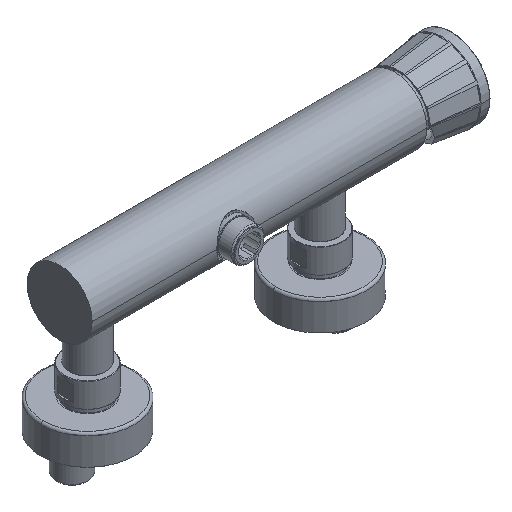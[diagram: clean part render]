
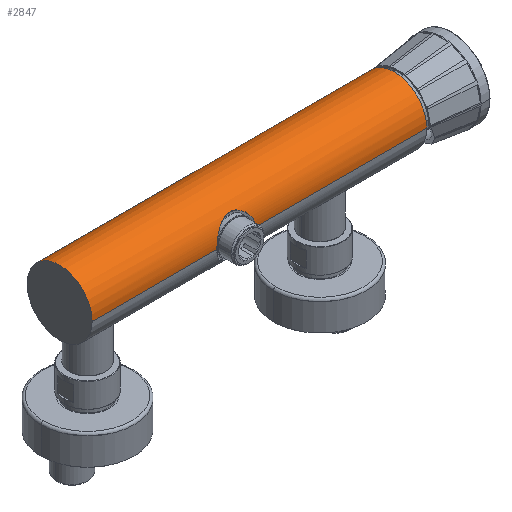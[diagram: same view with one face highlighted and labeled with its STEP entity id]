
A CAD part, isometric view. The second image highlights one B-rep face of the part: STEP entity #2847.
In plain terms, the highlighted cylindrical face has radius 21 mm (diameter 42 mm), a partial arc.
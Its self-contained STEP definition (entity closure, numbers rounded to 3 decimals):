
#248=DIRECTION('',(-1.,0.,0.));
#249=VECTOR('',#248,110.5);
#250=CARTESIAN_POINT('',(216.,-21.,0.));
#251=LINE('',#250,#249);
#263=DIRECTION('',(-1.,0.,0.));
#264=VECTOR('',#263,216.);
#265=CARTESIAN_POINT('',(216.,21.,0.));
#266=LINE('',#265,#264);
#270=DIRECTION('',(-1.,0.,0.));
#271=VECTOR('',#270,80.5);
#272=CARTESIAN_POINT('',(80.5,-21.,0.));
#273=LINE('',#272,#271);
#954=CARTESIAN_POINT('',(93.,-16.875,12.5));
#955=CARTESIAN_POINT('',(93.702,-16.875,12.5));
#956=CARTESIAN_POINT('',(95.102,-16.959,12.387));
#957=CARTESIAN_POINT('',(97.295,-17.372,11.81));
#958=CARTESIAN_POINT('',(99.26,-17.971,10.89));
#959=CARTESIAN_POINT('',(100.973,-18.646,9.694));
#960=CARTESIAN_POINT('',(102.365,-19.287,8.363));
#961=CARTESIAN_POINT('',(103.701,-19.973,6.593));
#962=CARTESIAN_POINT('',(104.721,-20.542,4.549));
#963=CARTESIAN_POINT('',(105.368,-20.921,2.259));
#964=CARTESIAN_POINT('',(105.5,-21.,0.756));
#965=CARTESIAN_POINT('',(105.5,-21.,0.));
#970=CARTESIAN_POINT('',(80.5,-21.,0.));
#971=CARTESIAN_POINT('',(80.5,-21.,0.754));
#972=CARTESIAN_POINT('',(80.631,-20.921,2.257));
#973=CARTESIAN_POINT('',(81.281,-20.541,4.554));
#974=CARTESIAN_POINT('',(82.301,-19.972,6.596));
#975=CARTESIAN_POINT('',(83.637,-19.286,8.365));
#976=CARTESIAN_POINT('',(85.025,-18.647,9.692));
#977=CARTESIAN_POINT('',(86.741,-17.97,10.891));
#978=CARTESIAN_POINT('',(88.708,-17.372,11.811));
#979=CARTESIAN_POINT('',(90.893,-16.96,12.386));
#980=CARTESIAN_POINT('',(92.296,-16.875,12.5));
#981=CARTESIAN_POINT('',(93.,-16.875,12.5));
#986=CARTESIAN_POINT('',(216.,0.,0.));
#987=DIRECTION('',(1.,0.,0.));
#988=DIRECTION('',(0.,1.,0.));
#989=AXIS2_PLACEMENT_3D('',#986,#987,#988);
#1447=CARTESIAN_POINT('',(0.,0.,0.));
#1448=DIRECTION('',(1.,0.,0.));
#1449=DIRECTION('',(0.,1.,0.));
#1450=AXIS2_PLACEMENT_3D('',#1447,#1448,#1449);
#1626=CARTESIAN_POINT('',(216.,21.,0.));
#1627=CARTESIAN_POINT('',(0.,21.,0.));
#1628=VERTEX_POINT('',#1626);
#1629=VERTEX_POINT('',#1627);
#1630=CARTESIAN_POINT('',(216.,-21.,0.));
#1631=VERTEX_POINT('',#1630);
#1632=CARTESIAN_POINT('',(0.,-21.,0.));
#1633=VERTEX_POINT('',#1632);
#1704=VERTEX_POINT('',#954);
#1705=VERTEX_POINT('',#965);
#1706=VERTEX_POINT('',#970);
#2831=CARTESIAN_POINT('',(-10.8,0.,0.));
#2832=DIRECTION('',(1.,0.,0.));
#2833=DIRECTION('',(0.,-1.,0.));
#2834=AXIS2_PLACEMENT_3D('',#2831,#2832,#2833);
#2835=CYLINDRICAL_SURFACE('',#2834,21.);
#2836=ORIENTED_EDGE('',*,*,#2812,.F.);
#2838=ORIENTED_EDGE('',*,*,#2837,.F.);
#2839=ORIENTED_EDGE('',*,*,#1960,.T.);
#2841=ORIENTED_EDGE('',*,*,#2840,.F.);
#2842=ORIENTED_EDGE('',*,*,#1956,.F.);
#2843=ORIENTED_EDGE('',*,*,#1929,.T.);
#2844=ORIENTED_EDGE('',*,*,#1953,.T.);
#2845=EDGE_LOOP('',(#2836,#2838,#2839,#2841,#2842,#2843,#2844));
#2846=FACE_OUTER_BOUND('',#2845,.F.);
#2847=ADVANCED_FACE('',(#2846),#2835,.T.);
#966=B_SPLINE_CURVE_WITH_KNOTS('',3,(#954,#955,#956,#957,#958,#959,#960,#961,
#962,#963,#964,#965),.UNSPECIFIED.,.F.,.F.,(4,1,1,1,1,1,1,1,1,4),(0.,
0.111,0.222,0.333,0.444,
0.556,0.667,0.778,0.889,1.),
.UNSPECIFIED.);
#982=B_SPLINE_CURVE_WITH_KNOTS('',3,(#970,#971,#972,#973,#974,#975,#976,#977,
#978,#979,#980,#981),.UNSPECIFIED.,.F.,.F.,(4,1,1,1,1,1,1,1,1,4),(0.,
0.111,0.222,0.333,0.444,
0.556,0.667,0.778,0.889,1.),
.UNSPECIFIED.);
#990=CIRCLE('',#989,21.);
#1451=CIRCLE('',#1450,21.);
#1929=EDGE_CURVE('',#1628,#1631,#990,.T.);
#1953=EDGE_CURVE('',#1631,#1705,#251,.T.);
#1956=EDGE_CURVE('',#1628,#1629,#266,.T.);
#1960=EDGE_CURVE('',#1706,#1633,#273,.T.);
#2812=EDGE_CURVE('',#1704,#1705,#966,.T.);
#2837=EDGE_CURVE('',#1706,#1704,#982,.T.);
#2840=EDGE_CURVE('',#1629,#1633,#1451,.T.);
